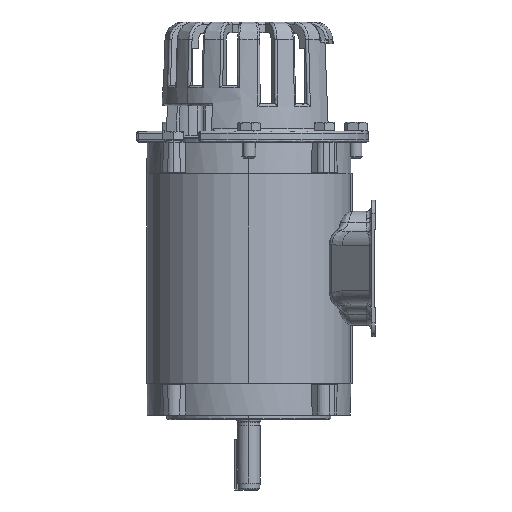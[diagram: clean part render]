
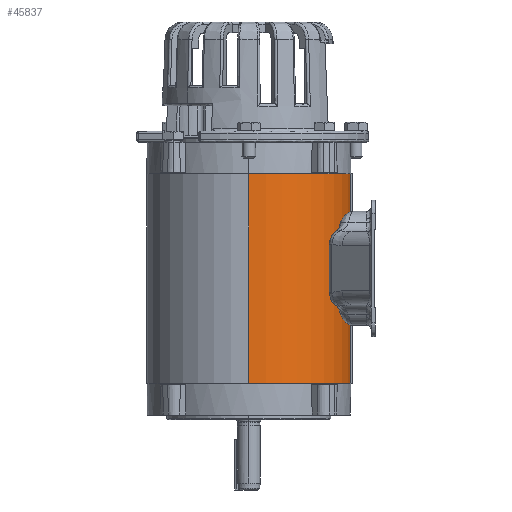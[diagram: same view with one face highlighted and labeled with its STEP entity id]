
A CAD part, left-side view. The second image highlights one B-rep face of the part: STEP entity #45837.
In plain terms, the highlighted cylindrical face has radius 71.369 mm (diameter 142.738 mm), a partial arc.
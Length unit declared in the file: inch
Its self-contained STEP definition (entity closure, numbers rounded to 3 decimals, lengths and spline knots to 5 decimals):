
#502 = EDGE_CURVE ( 'NONE', #88820, #26536, #13861, .T. ) ;
#6495 = CARTESIAN_POINT ( 'NONE',  ( 0., 0., 2.875 ) ) ;
#7451 = CIRCLE ( 'NONE', #89967, 2.8098 ) ;
#10059 = DIRECTION ( 'NONE',  ( 0., 0., 1. ) ) ;
#12118 = AXIS2_PLACEMENT_3D ( 'NONE', #54462, #55244, #81260 ) ;
#13861 = CIRCLE ( 'NONE', #72801, 2.8098 ) ;
#20076 = CARTESIAN_POINT ( 'NONE',  ( -2.8098, 0., -2.875 ) ) ;
#21847 = LINE ( 'NONE', #89529, #42975 ) ;
#26536 = VERTEX_POINT ( 'NONE', #75229 ) ;
#32639 = LINE ( 'NONE', #48588, #90436 ) ;
#33681 = EDGE_LOOP ( 'NONE', ( #49374, #60517, #87764, #65265 ) ) ;
#34871 = DIRECTION ( 'NONE',  ( 0., 0., -1. ) ) ;
#35490 = DIRECTION ( 'NONE',  ( 0., 0., 1. ) ) ;
#36916 = CARTESIAN_POINT ( 'NONE',  ( 0., 0., -2.875 ) ) ;
#42975 = VECTOR ( 'NONE', #35490, 39.37008 ) ;
#43236 = DIRECTION ( 'NONE',  ( -1., 0., 0. ) ) ;
#45837 = ADVANCED_FACE ( 'NONE', ( #87600 ), #49654, .T. ) ;
#47187 = DIRECTION ( 'NONE',  ( -1., 0., 0. ) ) ;
#48588 = CARTESIAN_POINT ( 'NONE',  ( -2.8098, 0., 21.23162 ) ) ;
#49374 = ORIENTED_EDGE ( 'NONE', *, *, #502, .T. ) ;
#49654 = CYLINDRICAL_SURFACE ( 'NONE', #12118, 2.8098 ) ;
#54462 = CARTESIAN_POINT ( 'NONE',  ( 0., 0., 21.23162 ) ) ;
#55244 = DIRECTION ( 'NONE',  ( 0., 0., -1. ) ) ;
#56874 = CARTESIAN_POINT ( 'NONE',  ( -0.24489, -2.79911, 2.875 ) ) ;
#60517 = ORIENTED_EDGE ( 'NONE', *, *, #74454, .T. ) ;
#65265 = ORIENTED_EDGE ( 'NONE', *, *, #106575, .T. ) ;
#72801 = AXIS2_PLACEMENT_3D ( 'NONE', #6495, #34871, #43236 ) ;
#74454 = EDGE_CURVE ( 'NONE', #26536, #115192, #32639, .T. ) ;
#75229 = CARTESIAN_POINT ( 'NONE',  ( -2.8098, 0., 2.875 ) ) ;
#81260 = DIRECTION ( 'NONE',  ( -1., 0., 0. ) ) ;
#87600 = FACE_OUTER_BOUND ( 'NONE', #33681, .T. ) ;
#87764 = ORIENTED_EDGE ( 'NONE', *, *, #116829, .T. ) ;
#88820 = VERTEX_POINT ( 'NONE', #56874 ) ;
#89529 = CARTESIAN_POINT ( 'NONE',  ( -0.24489, -2.79911, 21.23162 ) ) ;
#89967 = AXIS2_PLACEMENT_3D ( 'NONE', #36916, #10059, #47187 ) ;
#90436 = VECTOR ( 'NONE', #101397, 39.37008 ) ;
#96292 = CARTESIAN_POINT ( 'NONE',  ( -0.24489, -2.79911, -2.875 ) ) ;
#101397 = DIRECTION ( 'NONE',  ( 0., 0., -1. ) ) ;
#106436 = VERTEX_POINT ( 'NONE', #96292 ) ;
#106575 = EDGE_CURVE ( 'NONE', #106436, #88820, #21847, .T. ) ;
#115192 = VERTEX_POINT ( 'NONE', #20076 ) ;
#116829 = EDGE_CURVE ( 'NONE', #115192, #106436, #7451, .T. ) ;
